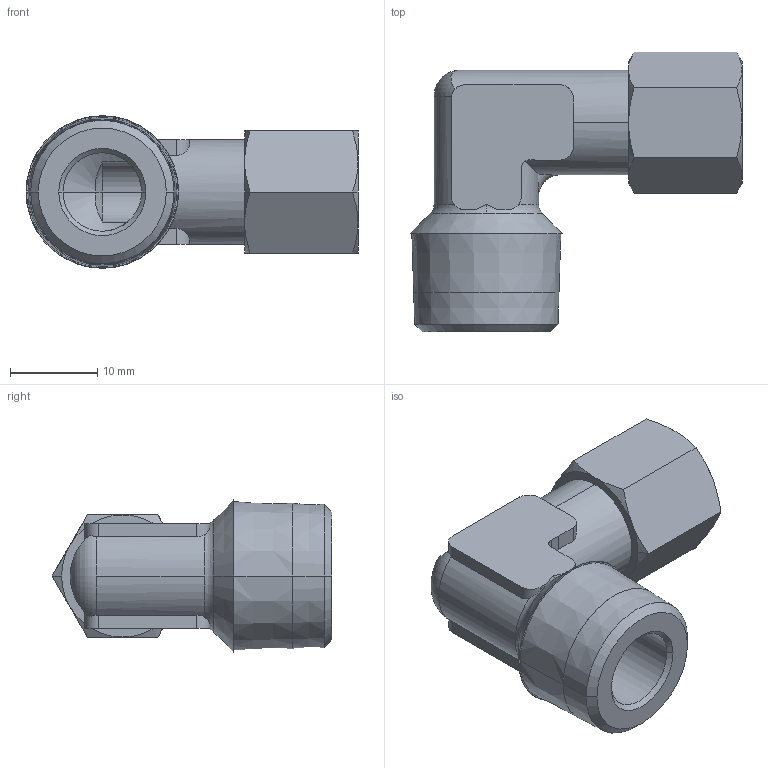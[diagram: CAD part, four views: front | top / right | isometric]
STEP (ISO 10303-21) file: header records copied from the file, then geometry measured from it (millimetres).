
FILE_DESCRIPTION(('STEP AP214'),'1');
FILE_NAME('0109_08_17.stp','2016-07-07T14:32:15',('TraceParts'),('TraceParts S.A.'),'Spatial InterOp 3D',' ',' ');
FILE_SCHEMA(('automotive_design'));
Length unit declared in the file: millimetre
Products named in the file (1): 1
Bounding box: 38.07 x 32.08 x 17.5 mm (x, y, z)
Volume: 5486.8 mm3; surface area: 4236.8 mm2
Topology: 1 solids, 1 shells, 102 faces, 258 edges, 162 vertices
Faces by surface type: cone 34, plane 34, cylinder 29, torus 5
Entity records: 3591 total; most frequent: CARTESIAN_POINT 1199, ORIENTED_EDGE 516, DIRECTION 490, EDGE_CURVE 258, AXIS2_PLACEMENT_3D 197, VERTEX_POINT 162, EDGE_LOOP 108, ADVANCED_FACE 102
